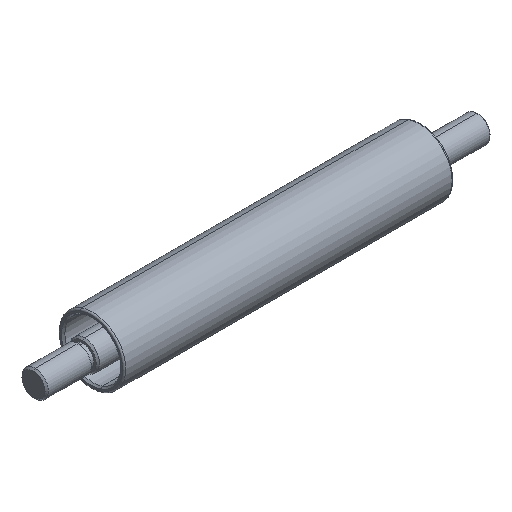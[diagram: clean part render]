
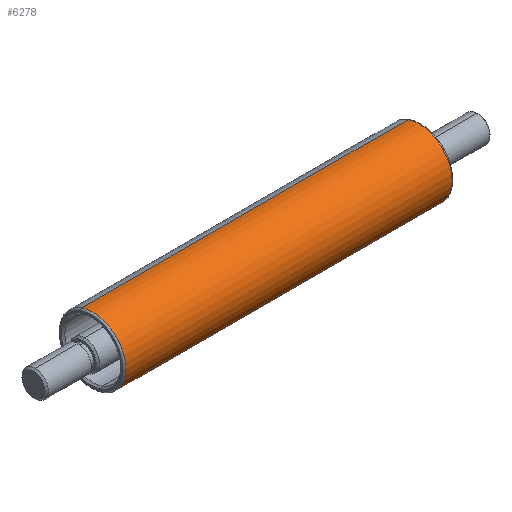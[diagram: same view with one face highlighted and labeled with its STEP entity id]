
A CAD part, isometric view. The second image highlights one B-rep face of the part: STEP entity #6278.
In plain terms, the highlighted cylindrical face has radius 10 mm (diameter 20 mm), a partial arc.
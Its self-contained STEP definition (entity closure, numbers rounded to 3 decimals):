
#228 = CARTESIAN_POINT ( 'NONE',  ( 0., 0., 10. ) ) ;
#302 = ORIENTED_EDGE ( 'NONE', *, *, #5115, .F. ) ;
#325 = LINE ( 'NONE', #4483, #5183 ) ;
#1127 = CARTESIAN_POINT ( 'NONE',  ( 0., 49.5, -10. ) ) ;
#1170 = CARTESIAN_POINT ( 'NONE',  ( 0., -49.5, -10. ) ) ;
#1177 = DIRECTION ( 'NONE',  ( 0., -1., 0. ) ) ;
#1253 = AXIS2_PLACEMENT_3D ( 'NONE', #5771, #5340, #3243 ) ;
#1367 = VERTEX_POINT ( 'NONE', #5728 ) ;
#1454 = VERTEX_POINT ( 'NONE', #1170 ) ;
#1465 = VERTEX_POINT ( 'NONE', #1127 ) ;
#1688 = CIRCLE ( 'NONE', #1253, 10. ) ;
#1944 = CYLINDRICAL_SURFACE ( 'NONE', #6079, 10. ) ;
#2017 = VERTEX_POINT ( 'NONE', #6151 ) ;
#2191 = AXIS2_PLACEMENT_3D ( 'NONE', #3204, #1177, #4328 ) ;
#3204 = CARTESIAN_POINT ( 'NONE',  ( 0., 49.5, 0. ) ) ;
#3243 = DIRECTION ( 'NONE',  ( 0., 0., -1. ) ) ;
#3404 = EDGE_CURVE ( 'NONE', #1367, #1454, #1688, .T. ) ;
#3917 = DIRECTION ( 'NONE',  ( 0., 1., 0. ) ) ;
#3952 = DIRECTION ( 'NONE',  ( 0., 1., 0. ) ) ;
#4053 = CARTESIAN_POINT ( 'NONE',  ( 0., 0., 0. ) ) ;
#4328 = DIRECTION ( 'NONE',  ( 0., 0., 1. ) ) ;
#4483 = CARTESIAN_POINT ( 'NONE',  ( 0., 0., -10. ) ) ;
#4486 = EDGE_LOOP ( 'NONE', ( #5730, #6545, #6236, #302 ) ) ;
#4576 = LINE ( 'NONE', #228, #6692 ) ;
#5115 = EDGE_CURVE ( 'NONE', #1367, #2017, #4576, .T. ) ;
#5183 = VECTOR ( 'NONE', #6150, 1000. ) ;
#5340 = DIRECTION ( 'NONE',  ( 0., 1., 0. ) ) ;
#5634 = CIRCLE ( 'NONE', #2191, 10. ) ;
#5728 = CARTESIAN_POINT ( 'NONE',  ( 0., -49.5, 10. ) ) ;
#5730 = ORIENTED_EDGE ( 'NONE', *, *, #3404, .T. ) ;
#5771 = CARTESIAN_POINT ( 'NONE',  ( 0., -49.5, 0. ) ) ;
#6053 = DIRECTION ( 'NONE',  ( 0., 0., 1. ) ) ;
#6079 = AXIS2_PLACEMENT_3D ( 'NONE', #4053, #3917, #6053 ) ;
#6150 = DIRECTION ( 'NONE',  ( 0., 1., 0. ) ) ;
#6151 = CARTESIAN_POINT ( 'NONE',  ( 0., 49.5, 10. ) ) ;
#6216 = EDGE_CURVE ( 'NONE', #1454, #1465, #325, .T. ) ;
#6236 = ORIENTED_EDGE ( 'NONE', *, *, #6462, .T. ) ;
#6278 = ADVANCED_FACE ( 'NONE', ( #6694 ), #1944, .T. ) ;
#6462 = EDGE_CURVE ( 'NONE', #1465, #2017, #5634, .T. ) ;
#6545 = ORIENTED_EDGE ( 'NONE', *, *, #6216, .T. ) ;
#6692 = VECTOR ( 'NONE', #3952, 1000. ) ;
#6694 = FACE_OUTER_BOUND ( 'NONE', #4486, .T. ) ;
